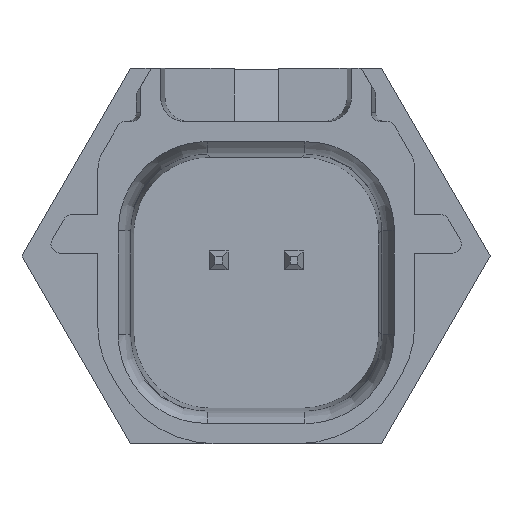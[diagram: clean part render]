
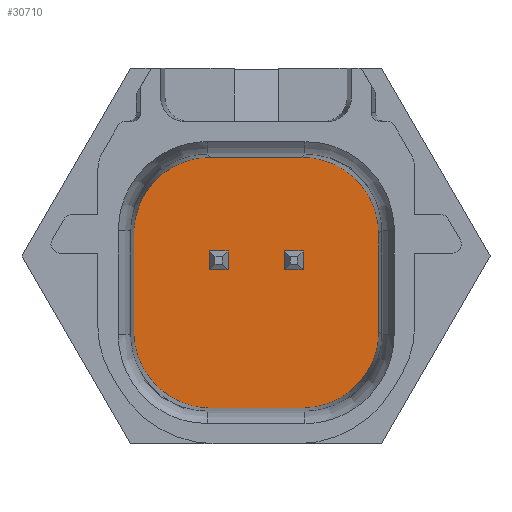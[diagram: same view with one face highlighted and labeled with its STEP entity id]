
A CAD part, front view. The second image highlights one B-rep face of the part: STEP entity #30710.
In plain terms, the highlighted planar face has unit normal (0, -1, 0).
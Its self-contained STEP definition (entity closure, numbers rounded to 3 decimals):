
#2290=CARTESIAN_POINT('',(1.14,9.8,0.32));
#2300=VERTEX_POINT('',#2290);
#2450=CARTESIAN_POINT('',(1.14,9.8,-0.32));
#2460=VERTEX_POINT('',#2450);
#2490=CARTESIAN_POINT('',(1.14,9.8,-2.1));
#2500=DIRECTION('',(0.,0.,-1.));
#2510=VECTOR('',#2500,1.);
#2520=LINE('',#2490,#2510);
#2530=EDGE_CURVE('',#2300,#2460,#2520,.T.);
#12610=CARTESIAN_POINT('',(1.78,9.8,-0.32));
#12620=VERTEX_POINT('',#12610);
#12650=CARTESIAN_POINT('',(-0.785,9.8,-0.32));
#12660=DIRECTION('',(1.,0.,0.));
#12670=VECTOR('',#12660,1.);
#12680=LINE('',#12650,#12670);
#12690=EDGE_CURVE('',#2460,#12620,#12680,.T.);
#21590=CARTESIAN_POINT('',(1.185,9.8,
-4.995));
#21600=VERTEX_POINT('',#21590);
#23430=CARTESIAN_POINT('',(-1.415,9.8,
-2.395));
#23440=VERTEX_POINT('',#23430);
#23470=CARTESIAN_POINT('',(1.185,9.8,
-2.395));
#23480=DIRECTION('',(0.,-1.,0.));
#23490=DIRECTION('',(0.707,0.,0.707));
#23500=AXIS2_PLACEMENT_3D('',#23470,#23480,#23490);
#23510=ELLIPSE('',#23500,2.6,2.6);
#23520=EDGE_CURVE('',#23440,#21600,#23510,.T.);
#23680=CARTESIAN_POINT('',(6.875,9.8,
-2.395));
#23690=VERTEX_POINT('',#23680);
#25520=CARTESIAN_POINT('',(4.275,9.8,
-4.995));
#25530=VERTEX_POINT('',#25520);
#25560=CARTESIAN_POINT('',(4.275,9.8,
-2.395));
#25570=DIRECTION('',(0.,-1.,0.));
#25580=DIRECTION('',(0.707,0.,-0.707));
#25590=AXIS2_PLACEMENT_3D('',#25560,#25570,#25580);
#25600=ELLIPSE('',#25590,2.6,2.6);
#25610=EDGE_CURVE('',#25530,#23690,#25600,.T.);
#25770=CARTESIAN_POINT('',(4.275,9.8,
3.495));
#25780=VERTEX_POINT('',#25770);
#27610=CARTESIAN_POINT('',(6.875,9.8,
0.895));
#27620=VERTEX_POINT('',#27610);
#27650=CARTESIAN_POINT('',(4.275,9.8,
0.895));
#27660=DIRECTION('',(0.,-1.,0.));
#27670=DIRECTION('',(0.707,0.,0.707));
#27680=AXIS2_PLACEMENT_3D('',#27650,#27660,#27670);
#27690=ELLIPSE('',#27680,2.6,2.6);
#27700=EDGE_CURVE('',#27620,#25780,#27690,.T.);
#27860=CARTESIAN_POINT('',(-1.415,9.8,
0.895));
#27870=VERTEX_POINT('',#27860);
#29700=CARTESIAN_POINT('',(1.185,9.8,
3.495));
#29710=VERTEX_POINT('',#29700);
#29740=CARTESIAN_POINT('',(1.185,9.8,
0.895));
#29750=DIRECTION('',(0.,-1.,0.));
#29760=DIRECTION('',(0.707,0.,-0.707));
#29770=AXIS2_PLACEMENT_3D('',#29740,#29750,#29760);
#29780=ELLIPSE('',#29770,2.6,2.6);
#29790=EDGE_CURVE('',#29710,#27870,#29780,.T.);
#29840=CARTESIAN_POINT('',(6.118,9.8,-0.75));
#29850=DIRECTION('',(0.,-1.,0.));
#29860=DIRECTION('',(1.,0.,0.));
#29870=AXIS2_PLACEMENT_3D('',#29840,#29850,#29860);
#29880=PLANE('',#29870);
#29890=CARTESIAN_POINT('',(-0.785,9.8,
3.495));
#29900=DIRECTION('',(-1.,0.,0.));
#29910=VECTOR('',#29900,1.);
#29920=LINE('',#29890,#29910);
#29930=EDGE_CURVE('',#25780,#29710,#29920,.T.);
#29940=ORIENTED_EDGE('',*,*,#29930,.T.);
#29950=ORIENTED_EDGE('',*,*,#27700,.T.);
#29960=CARTESIAN_POINT('',(6.875,9.8,-2.1));
#29970=DIRECTION('',(0.,0.,1.));
#29980=VECTOR('',#29970,1.);
#29990=LINE('',#29960,#29980);
#30000=EDGE_CURVE('',#23690,#27620,#29990,.T.);
#30010=ORIENTED_EDGE('',*,*,#30000,.T.);
#30020=ORIENTED_EDGE('',*,*,#25610,.T.);
#30030=CARTESIAN_POINT('',(-0.785,9.8,
-4.995));
#30040=DIRECTION('',(1.,0.,0.));
#30050=VECTOR('',#30040,1.);
#30060=LINE('',#30030,#30050);
#30070=EDGE_CURVE('',#21600,#25530,#30060,.T.);
#30080=ORIENTED_EDGE('',*,*,#30070,.T.);
#30090=ORIENTED_EDGE('',*,*,#23520,.T.);
#30100=CARTESIAN_POINT('',(-1.415,9.8,-2.1));
#30110=DIRECTION('',(0.,0.,-1.));
#30120=VECTOR('',#30110,1.);
#30130=LINE('',#30100,#30120);
#30140=EDGE_CURVE('',#27870,#23440,#30130,.T.);
#30150=ORIENTED_EDGE('',*,*,#30140,.T.);
#30160=ORIENTED_EDGE('',*,*,#29790,.T.);
#30170=EDGE_LOOP('',(#30160,#30150,#30090,#30080,#30020,#30010,#29950,
#29940));
#30180=FACE_OUTER_BOUND('',#30170,.T.);
#30190=CARTESIAN_POINT('',(-0.785,9.8,0.32));
#30200=DIRECTION('',(-1.,0.,0.));
#30210=VECTOR('',#30200,1.);
#30220=LINE('',#30190,#30210);
#30230=CARTESIAN_POINT('',(4.32,9.8,0.32));
#30240=VERTEX_POINT('',#30230);
#30250=CARTESIAN_POINT('',(3.68,9.8,0.32));
#30260=VERTEX_POINT('',#30250);
#30270=EDGE_CURVE('',#30240,#30260,#30220,.T.);
#30280=ORIENTED_EDGE('',*,*,#30270,.F.);
#30290=CARTESIAN_POINT('',(3.68,9.8,-2.1));
#30300=DIRECTION('',(0.,0.,-1.));
#30310=VECTOR('',#30300,1.);
#30320=LINE('',#30290,#30310);
#30330=CARTESIAN_POINT('',(3.68,9.8,-0.32));
#30340=VERTEX_POINT('',#30330);
#30350=EDGE_CURVE('',#30260,#30340,#30320,.T.);
#30360=ORIENTED_EDGE('',*,*,#30350,.F.);
#30370=CARTESIAN_POINT('',(-0.785,9.8,-0.32));
#30380=DIRECTION('',(1.,0.,0.));
#30390=VECTOR('',#30380,1.);
#30400=LINE('',#30370,#30390);
#30410=CARTESIAN_POINT('',(4.32,9.8,-0.32));
#30420=VERTEX_POINT('',#30410);
#30430=EDGE_CURVE('',#30340,#30420,#30400,.T.);
#30440=ORIENTED_EDGE('',*,*,#30430,.F.);
#30450=CARTESIAN_POINT('',(4.32,9.8,-2.1));
#30460=DIRECTION('',(0.,0.,1.));
#30470=VECTOR('',#30460,1.);
#30480=LINE('',#30450,#30470);
#30490=EDGE_CURVE('',#30420,#30240,#30480,.T.);
#30500=ORIENTED_EDGE('',*,*,#30490,.F.);
#30510=EDGE_LOOP('',(#30500,#30440,#30360,#30280));
#30520=FACE_BOUND('',#30510,.T.);
#30530=CARTESIAN_POINT('',(1.78,9.8,-2.1));
#30540=DIRECTION('',(0.,0.,1.));
#30550=VECTOR('',#30540,1.);
#30560=LINE('',#30530,#30550);
#30570=CARTESIAN_POINT('',(1.78,9.8,0.32));
#30580=VERTEX_POINT('',#30570);
#30590=EDGE_CURVE('',#12620,#30580,#30560,.T.);
#30600=ORIENTED_EDGE('',*,*,#30590,.F.);
#30610=CARTESIAN_POINT('',(-0.785,9.8,0.32));
#30620=DIRECTION('',(-1.,0.,0.));
#30630=VECTOR('',#30620,1.);
#30640=LINE('',#30610,#30630);
#30650=EDGE_CURVE('',#30580,#2300,#30640,.T.);
#30660=ORIENTED_EDGE('',*,*,#30650,.F.);
#30670=ORIENTED_EDGE('',*,*,#2530,.F.);
#30680=ORIENTED_EDGE('',*,*,#12690,.F.);
#30690=EDGE_LOOP('',(#30680,#30670,#30660,#30600));
#30700=FACE_BOUND('',#30690,.T.);
#30710=ADVANCED_FACE('',(#30180,#30520,#30700),#29880,.T.);
